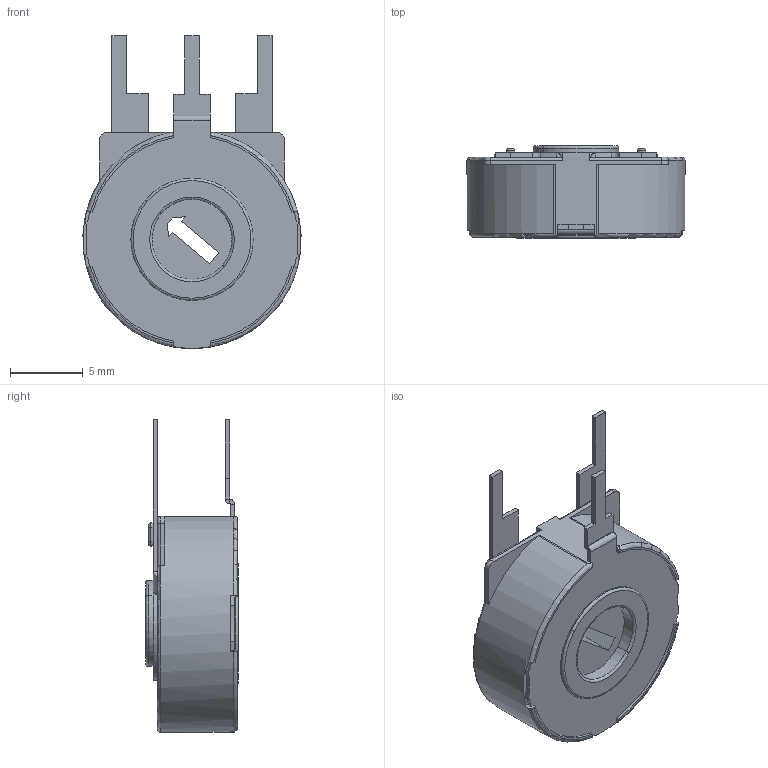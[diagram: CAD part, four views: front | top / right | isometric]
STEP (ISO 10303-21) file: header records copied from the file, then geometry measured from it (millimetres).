
FILE_DESCRIPTION((''),'2;1');
FILE_NAME('BM-564','2013-05-24T',('BMozley'),(''),'PRO/ENGINEER BY PARAMETRIC TECHNOLOGY CORPORATION, 2013050','PRO/ENGINEER BY PARAMETRIC TECHNOLOGY CORPORATION, 2013050','');
FILE_SCHEMA(('CONFIG_CONTROL_DESIGN'));
Length unit declared in the file: millimetre
Products named in the file (1): BM-564
Bounding box: 14.98 x 6.35 x 21.49 mm (x, y, z)
Volume: 947.4 mm3; surface area: 902.7 mm2
Topology: 1 solids, 2 shells, 235 faces, 615 edges, 384 vertices
Faces by surface type: plane 115, cylinder 89, torus 19, bspline 12
Entity records: 7731 total; most frequent: CARTESIAN_POINT 1871, ORIENTED_EDGE 1230, DIRECTION 1218, EDGE_CURVE 615, AXIS2_PLACEMENT_3D 428, VERTEX_POINT 384, VECTOR 362, LINE 362
